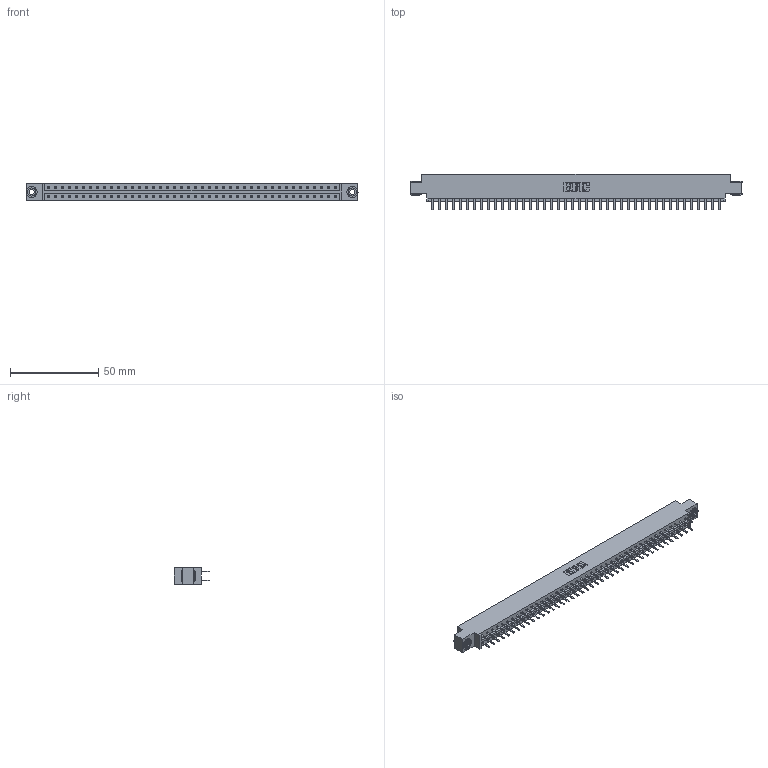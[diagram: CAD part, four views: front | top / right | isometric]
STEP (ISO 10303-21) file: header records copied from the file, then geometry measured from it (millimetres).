
FILE_DESCRIPTION (( 'STEP AP203' ), '1' );
FILE_NAME ('833-084-520-803.STEP', '2020-06-06T00:54:40', ( '' ), ( '' ), 'SwSTEP 2.0', 'SolidWorks 2020', '' );
FILE_SCHEMA (( 'CONFIG_CONTROL_DESIGN' ));
Length unit declared in the file: inch
Products named in the file (4): 833 Part_Offset - .156 Dia - TH; 833-084-520-803; 345-250-002_345-250-002-102; 345-292-001_345-293-120
Assembly tree (87 placements, depth 2):
  833-084-520-803
    833 Part_Offset - .156 Dia - TH
    345-292-001_345-293-120  x84
    345-250-002_345-250-002-102  x2
Bounding box: 187.96 x 20.02 x 9.4 mm (x, y, z)
Volume: 18944.3 mm3; surface area: 22740.8 mm2
Topology: 87 solids, 87 shells, 4860 faces, 14091 edges, 9166 vertices
Faces by surface type: plane 3276, cylinder 1576, cone 8
Entity records: 27916 total; most frequent: CARTESIAN_POINT 4617, ORIENTED_EDGE 4534, DIRECTION 3965, EDGE_CURVE 2267, LINE 2111, VECTOR 2111, VERTEX_POINT 1506, AXIS2_PLACEMENT_3D 927
